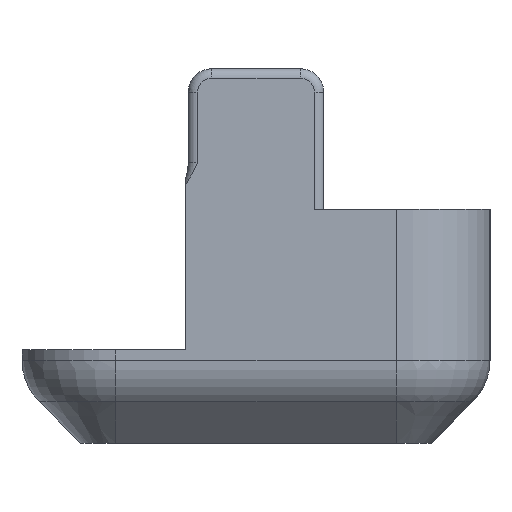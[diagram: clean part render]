
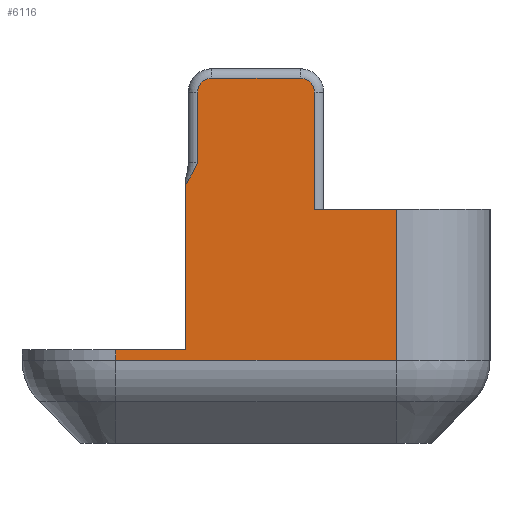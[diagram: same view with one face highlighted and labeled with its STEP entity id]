
A CAD part, left-side view. The second image highlights one B-rep face of the part: STEP entity #6116.
In plain terms, the highlighted planar face has unit normal (-1, 0, 0).
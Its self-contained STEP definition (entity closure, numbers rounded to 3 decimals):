
#19 = LINE ( 'NONE', #4644, #1359 ) ;
#31 = EDGE_CURVE ( 'NONE', #4457, #6731, #3536, .T. ) ;
#231 = ORIENTED_EDGE ( 'NONE', *, *, #3537, .T. ) ;
#291 = LINE ( 'NONE', #1987, #2552 ) ;
#518 = EDGE_CURVE ( 'NONE', #6434, #4457, #6009, .T. ) ;
#595 = CARTESIAN_POINT ( 'NONE',  ( -75., 0., 10. ) ) ;
#854 = ORIENTED_EDGE ( 'NONE', *, *, #2332, .T. ) ;
#861 = CARTESIAN_POINT ( 'NONE',  ( -75., 2.5, 12. ) ) ;
#1009 = ORIENTED_EDGE ( 'NONE', *, *, #6815, .T. ) ;
#1056 = VECTOR ( 'NONE', #3833, 1000. ) ;
#1151 = DIRECTION ( 'NONE',  ( 0., 0., 1. ) ) ;
#1206 = CARTESIAN_POINT ( 'NONE',  ( -75., -2.5, 15. ) ) ;
#1210 = ORIENTED_EDGE ( 'NONE', *, *, #518, .T. ) ;
#1359 = VECTOR ( 'NONE', #6938, 1000. ) ;
#1380 = AXIS2_PLACEMENT_3D ( 'NONE', #595, #4115, #1903 ) ;
#1383 = EDGE_CURVE ( 'NONE', #2784, #4348, #1708, .T. ) ;
#1431 = CARTESIAN_POINT ( 'NONE',  ( -75., 0., 10. ) ) ;
#1468 = CARTESIAN_POINT ( 'NONE',  ( -75., 2.795, 11.346 ) ) ;
#1558 = CARTESIAN_POINT ( 'NONE',  ( -75., 1.9, 15.6 ) ) ;
#1569 = DIRECTION ( 'NONE',  ( 0., 0., -1. ) ) ;
#1590 = EDGE_CURVE ( 'NONE', #2054, #2784, #291, .T. ) ;
#1664 = CARTESIAN_POINT ( 'NONE',  ( -75., -2.5, 10. ) ) ;
#1678 = EDGE_CURVE ( 'NONE', #3938, #6434, #5069, .T. ) ;
#1708 = CIRCLE ( 'NONE', #5938, 0.6 ) ;
#1786 = ORIENTED_EDGE ( 'NONE', *, *, #1590, .T. ) ;
#1857 = DIRECTION ( 'NONE',  ( 0., -1., 0. ) ) ;
#1903 = DIRECTION ( 'NONE',  ( 0., 0., -1. ) ) ;
#1987 = CARTESIAN_POINT ( 'NONE',  ( -75., -2.5, 15. ) ) ;
#2018 = VERTEX_POINT ( 'NONE', #3151 ) ;
#2054 = VERTEX_POINT ( 'NONE', #1664 ) ;
#2102 = CARTESIAN_POINT ( 'NONE',  ( -75., 6., 10. ) ) ;
#2103 = ORIENTED_EDGE ( 'NONE', *, *, #4705, .T. ) ;
#2332 = EDGE_CURVE ( 'NONE', #3702, #7006, #4719, .T. ) ;
#2342 = DIRECTION ( 'NONE',  ( -1., 0., 0. ) ) ;
#2398 = CARTESIAN_POINT ( 'NONE',  ( -75., -6., 10. ) ) ;
#2399 = B_SPLINE_CURVE_WITH_KNOTS ( 'NONE', 3,
 ( #3214, #3292, #1468, #6129 ),
 .UNSPECIFIED., .F., .F.,
 ( 4, 4 ),
 ( 0., 0.001 ),
 .UNSPECIFIED. ) ;
#2401 = ORIENTED_EDGE ( 'NONE', *, *, #1383, .T. ) ;
#2552 = VECTOR ( 'NONE', #4302, 1000. ) ;
#2562 = CARTESIAN_POINT ( 'NONE',  ( -75., -6., 3.536 ) ) ;
#2699 = DIRECTION ( 'NONE',  ( -1., 0., 0. ) ) ;
#2784 = VERTEX_POINT ( 'NONE', #1206 ) ;
#2818 = CARTESIAN_POINT ( 'NONE',  ( -75., 1.9, 15.6 ) ) ;
#2844 = EDGE_CURVE ( 'NONE', #2054, #6731, #6094, .T. ) ;
#2862 = EDGE_CURVE ( 'NONE', #7404, #7250, #2399, .T. ) ;
#2940 = CARTESIAN_POINT ( 'NONE',  ( -75., -1.9, 15. ) ) ;
#3064 = ORIENTED_EDGE ( 'NONE', *, *, #31, .T. ) ;
#3067 = CARTESIAN_POINT ( 'NONE',  ( -75., 3., 10. ) ) ;
#3151 = CARTESIAN_POINT ( 'NONE',  ( -75., 3., 4. ) ) ;
#3214 = CARTESIAN_POINT ( 'NONE',  ( -75., 2.5, 12. ) ) ;
#3253 = VECTOR ( 'NONE', #1857, 1000. ) ;
#3254 = ORIENTED_EDGE ( 'NONE', *, *, #2844, .F. ) ;
#3292 = CARTESIAN_POINT ( 'NONE',  ( -75., 2.647, 11.672 ) ) ;
#3338 = DIRECTION ( 'NONE',  ( 0., 0., -1. ) ) ;
#3380 = CARTESIAN_POINT ( 'NONE',  ( -75., -6., 3.536 ) ) ;
#3536 = LINE ( 'NONE', #2398, #7005 ) ;
#3537 = EDGE_CURVE ( 'NONE', #4348, #3702, #6670, .T. ) ;
#3587 = ORIENTED_EDGE ( 'NONE', *, *, #1678, .T. ) ;
#3638 = LINE ( 'NONE', #3067, #4648 ) ;
#3702 = VERTEX_POINT ( 'NONE', #2818 ) ;
#3746 = DIRECTION ( 'NONE',  ( 0., 0., -1. ) ) ;
#3833 = DIRECTION ( 'NONE',  ( 0., 1., 0. ) ) ;
#3840 = VECTOR ( 'NONE', #6058, 1000. ) ;
#3853 = ORIENTED_EDGE ( 'NONE', *, *, #2862, .T. ) ;
#3938 = VERTEX_POINT ( 'NONE', #7353 ) ;
#3966 = ORIENTED_EDGE ( 'NONE', *, *, #4177, .F. ) ;
#4115 = DIRECTION ( 'NONE',  ( 1., 0., 0. ) ) ;
#4177 = EDGE_CURVE ( 'NONE', #3938, #2018, #19, .T. ) ;
#4302 = DIRECTION ( 'NONE',  ( 0., 0., 1. ) ) ;
#4348 = VERTEX_POINT ( 'NONE', #6101 ) ;
#4457 = VERTEX_POINT ( 'NONE', #3380 ) ;
#4471 = LINE ( 'NONE', #7411, #5791 ) ;
#4644 = CARTESIAN_POINT ( 'NONE',  ( -75., 3., 4. ) ) ;
#4648 = VECTOR ( 'NONE', #3746, 1000. ) ;
#4705 = EDGE_CURVE ( 'NONE', #7250, #2018, #3638, .T. ) ;
#4719 = CIRCLE ( 'NONE', #5907, 0.6 ) ;
#5069 = LINE ( 'NONE', #2102, #6942 ) ;
#5151 = DIRECTION ( 'NONE',  ( 0., 0., -1. ) ) ;
#5577 = CARTESIAN_POINT ( 'NONE',  ( -75., 1.9, 15. ) ) ;
#5624 = DIRECTION ( 'NONE',  ( 0., 0., -1. ) ) ;
#5701 = FACE_OUTER_BOUND ( 'NONE', #7078, .T. ) ;
#5774 = PLANE ( 'NONE',  #1380 ) ;
#5791 = VECTOR ( 'NONE', #1569, 1000. ) ;
#5907 = AXIS2_PLACEMENT_3D ( 'NONE', #5577, #2699, #3338 ) ;
#5938 = AXIS2_PLACEMENT_3D ( 'NONE', #2940, #2342, #5151 ) ;
#6009 = LINE ( 'NONE', #2562, #3253 ) ;
#6058 = DIRECTION ( 'NONE',  ( 0., -1., 0. ) ) ;
#6094 = LINE ( 'NONE', #1431, #3840 ) ;
#6101 = CARTESIAN_POINT ( 'NONE',  ( -75., -1.9, 15.6 ) ) ;
#6107 = CARTESIAN_POINT ( 'NONE',  ( -75., 2.5, 15. ) ) ;
#6116 = ADVANCED_FACE ( 'NONE', ( #5701 ), #5774, .F. ) ;
#6129 = CARTESIAN_POINT ( 'NONE',  ( -75., 3., 11.049 ) ) ;
#6434 = VERTEX_POINT ( 'NONE', #7381 ) ;
#6670 = LINE ( 'NONE', #1558, #1056 ) ;
#6731 = VERTEX_POINT ( 'NONE', #6844 ) ;
#6815 = EDGE_CURVE ( 'NONE', #7006, #7404, #4471, .T. ) ;
#6844 = CARTESIAN_POINT ( 'NONE',  ( -75., -6., 10. ) ) ;
#6938 = DIRECTION ( 'NONE',  ( 0., -1., 0. ) ) ;
#6942 = VECTOR ( 'NONE', #5624, 1000. ) ;
#7005 = VECTOR ( 'NONE', #1151, 1000. ) ;
#7006 = VERTEX_POINT ( 'NONE', #6107 ) ;
#7078 = EDGE_LOOP ( 'NONE', ( #3587, #1210, #3064, #3254, #1786, #2401, #231, #854, #1009, #3853, #2103, #3966 ) ) ;
#7250 = VERTEX_POINT ( 'NONE', #7466 ) ;
#7353 = CARTESIAN_POINT ( 'NONE',  ( -75., 6., 4. ) ) ;
#7381 = CARTESIAN_POINT ( 'NONE',  ( -75., 6., 3.536 ) ) ;
#7404 = VERTEX_POINT ( 'NONE', #861 ) ;
#7411 = CARTESIAN_POINT ( 'NONE',  ( -75., 2.5, 10. ) ) ;
#7466 = CARTESIAN_POINT ( 'NONE',  ( -75., 3., 11.049 ) ) ;
